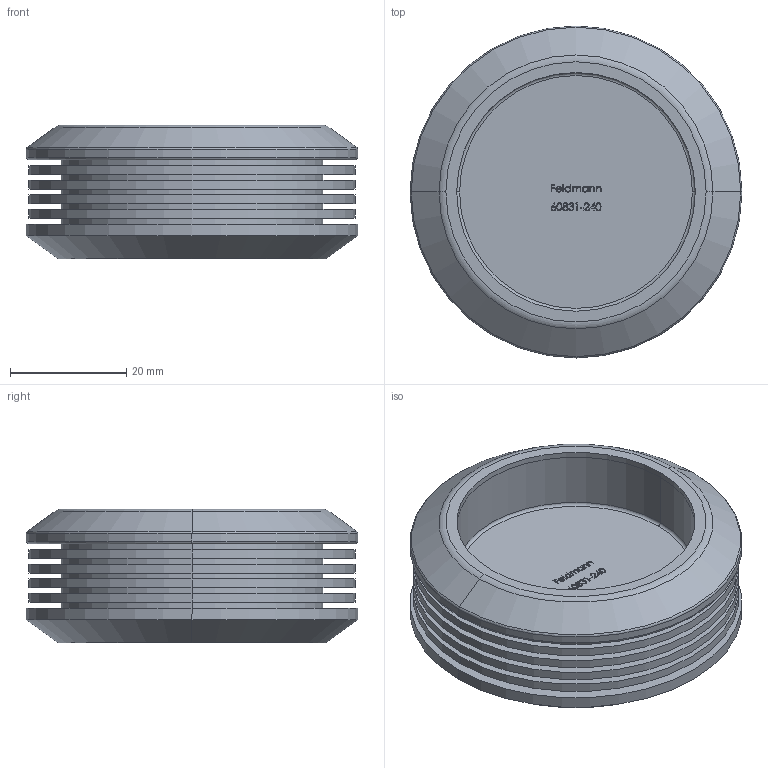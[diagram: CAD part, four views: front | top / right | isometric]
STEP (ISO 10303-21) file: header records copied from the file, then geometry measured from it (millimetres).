
FILE_DESCRIPTION (( 'STEP AP203' ), '1' );
FILE_NAME ('60831-240.STEP', '2018-07-25T08:12:11', ( '' ), ( '' ), 'SwSTEP 2.0', 'SolidWorks 2015', '' );
FILE_SCHEMA (( 'CONFIG_CONTROL_DESIGN' ));
Length unit declared in the file: millimetre
Products named in the file (4): 60831-240 Teil3_60831-240 Teil3; 60831-240; 60831-240 Teil1_60831-240 Teil1; 60831-240 Teil2_60831-240 Teil2
Assembly tree (6 placements, depth 2):
  60831-240
    60831-240 Teil1_60831-240 Teil1
    60831-240 Teil2_60831-240 Teil2
    60831-240 Teil3_60831-240 Teil3  x4
Bounding box: 57 x 57 x 23 mm (x, y, z)
Volume: 21002.2 mm3; surface area: 23131.9 mm2
Topology: 6 solids, 6 shells, 293 faces, 733 edges, 482 vertices
Faces by surface type: plane 131, bspline 112, cylinder 30, cone 10, torus 10
Entity records: 14887 total; most frequent: CARTESIAN_POINT 8455, ORIENTED_EDGE 1394, DIRECTION 883, EDGE_CURVE 697, VERTEX_POINT 458, LINE 407, VECTOR 407, EDGE_LOOP 309
